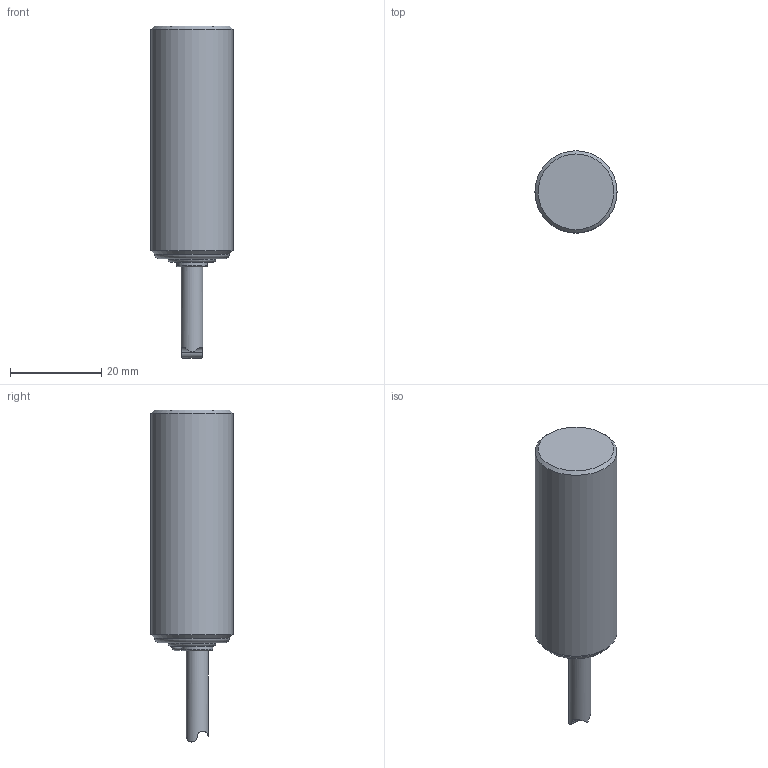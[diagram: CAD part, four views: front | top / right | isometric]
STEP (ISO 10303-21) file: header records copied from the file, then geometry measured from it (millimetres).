
FILE_DESCRIPTION(/* description */ (''),/* implementation_level */ '2;1');
FILE_NAME(/* name */ 'IC18A163.stp',/* time_stamp */ '2016-10-04T14:09:19+02:00',/* author */ ('mitarbeiter'),/* organization */ (''),/* preprocessor_version */ 'ST-DEVELOPER v15.2',/* originating_system */ 'Autodesk Inventor 2014',/* authorisation */ '');
FILE_SCHEMA (('AUTOMOTIVE_DESIGN { 1 0 10303 214 3 1 1 }'));
Length unit declared in the file: millimetre
Products named in the file (2): IC180106; IC18A163
Bounding box: 18 x 18 x 72.8 mm (x, y, z)
Volume: 13342.4 mm3; surface area: 3647.4 mm2
Topology: 1 solids, 1 shells, 19 faces, 40 edges, 26 vertices
Faces by surface type: plane 7, cylinder 6, torus 3, cone 2, bspline 1
Full cylindrical faces by diameter (mm): 4.8 x1, 6.8 x1, 10.5 x1, 18 x1
Entity records: 609 total; most frequent: CARTESIAN_POINT 203, DIRECTION 83, ORIENTED_EDGE 58, AXIS2_PLACEMENT_3D 41, EDGE_LOOP 31, EDGE_CURVE 29, VERTEX_POINT 24, CIRCLE 20
